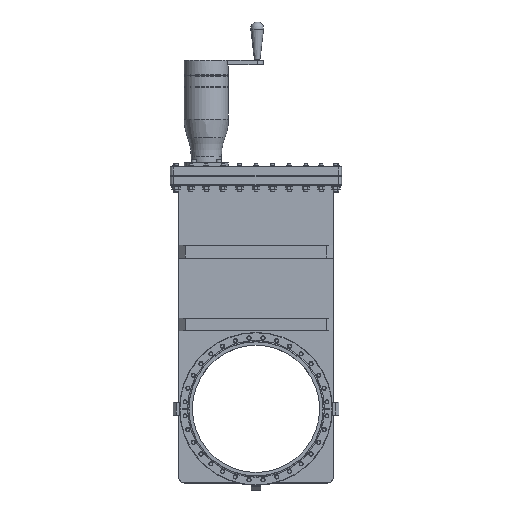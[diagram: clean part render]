
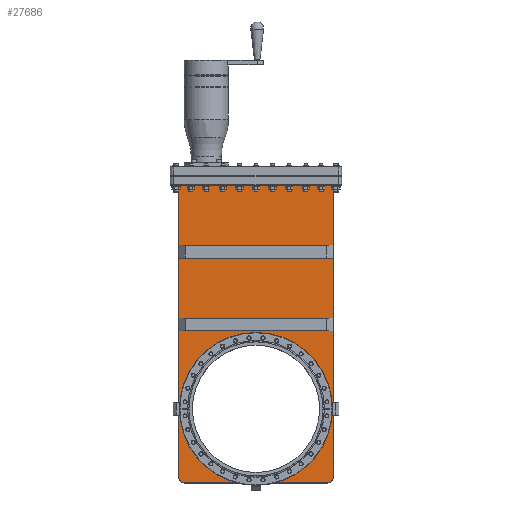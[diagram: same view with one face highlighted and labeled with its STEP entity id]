
A CAD part, top view. The second image highlights one B-rep face of the part: STEP entity #27686.
In plain terms, the highlighted planar face has unit normal (0, 0, 1).
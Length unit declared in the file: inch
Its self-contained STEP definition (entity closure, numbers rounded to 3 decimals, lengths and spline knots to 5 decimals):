
#1470=DIRECTION('',(0.,-1.,0.));
#1471=VECTOR('',#1470,1.);
#1472=CARTESIAN_POINT('',(-6.04,7.12,0.827));
#1473=LINE('',#1472,#1471);
#1474=DIRECTION('',(1.,0.,0.));
#1475=VECTOR('',#1474,12.08);
#1476=CARTESIAN_POINT('',(-6.04,6.12,0.827));
#1477=LINE('',#1476,#1475);
#1478=DIRECTION('',(0.,1.,0.));
#1479=VECTOR('',#1478,1.);
#1480=CARTESIAN_POINT('',(6.04,6.12,0.827));
#1481=LINE('',#1480,#1479);
#1482=DIRECTION('',(-1.,0.,0.));
#1483=VECTOR('',#1482,12.08);
#1484=CARTESIAN_POINT('',(6.04,7.12,0.827));
#1485=LINE('',#1484,#1483);
#1486=DIRECTION('',(0.,-1.,0.));
#1487=VECTOR('',#1486,1.);
#1488=CARTESIAN_POINT('',(-6.04,12.84,0.827));
#1489=LINE('',#1488,#1487);
#1490=DIRECTION('',(1.,0.,0.));
#1491=VECTOR('',#1490,12.08);
#1492=CARTESIAN_POINT('',(-6.04,11.84,0.827));
#1493=LINE('',#1492,#1491);
#1494=DIRECTION('',(0.,1.,0.));
#1495=VECTOR('',#1494,1.);
#1496=CARTESIAN_POINT('',(6.04,11.84,0.827));
#1497=LINE('',#1496,#1495);
#1498=DIRECTION('',(-1.,0.,0.));
#1499=VECTOR('',#1498,12.08);
#1500=CARTESIAN_POINT('',(6.04,12.84,0.827));
#1501=LINE('',#1500,#1499);
#1502=DIRECTION('',(-1.,0.,0.));
#1503=VECTOR('',#1502,4.24822);
#1504=CARTESIAN_POINT('',(5.6095,-5.823,0.827));
#1505=LINE('',#1504,#1503);
#1506=CARTESIAN_POINT('',(0.,0.,0.827));
#1507=DIRECTION('',(0.,0.,-1.));
#1508=DIRECTION('',(0.,1.,0.));
#1509=AXIS2_PLACEMENT_3D('',#1506,#1507,#1508);
#1511=CARTESIAN_POINT('',(0.,0.,0.827));
#1512=DIRECTION('',(0.,0.,1.));
#1513=DIRECTION('',(0.,1.,0.));
#1514=AXIS2_PLACEMENT_3D('',#1511,#1512,#1513);
#1516=DIRECTION('',(-1.,0.,0.));
#1517=VECTOR('',#1516,4.24822);
#1518=CARTESIAN_POINT('',(-1.36128,-5.823,0.827));
#1519=LINE('',#1518,#1517);
#1520=CARTESIAN_POINT('',(-5.6095,-5.375,0.827));
#1521=DIRECTION('',(0.,0.,1.));
#1522=DIRECTION('',(-1.,0.,0.));
#1523=AXIS2_PLACEMENT_3D('',#1520,#1521,#1522);
#1525=DIRECTION('',(0.,-1.,0.));
#1526=VECTOR('',#1525,22.935);
#1527=CARTESIAN_POINT('',(-6.0575,17.56,0.827));
#1528=LINE('',#1527,#1526);
#1529=DIRECTION('',(1.,0.,0.));
#1530=VECTOR('',#1529,12.115);
#1531=CARTESIAN_POINT('',(-6.0575,17.56,0.827));
#1532=LINE('',#1531,#1530);
#1533=DIRECTION('',(0.,1.,0.));
#1534=VECTOR('',#1533,22.935);
#1535=CARTESIAN_POINT('',(6.0575,-5.375,0.827));
#1536=LINE('',#1535,#1534);
#1537=CARTESIAN_POINT('',(5.6095,-5.375,0.827));
#1538=DIRECTION('',(0.,0.,1.));
#1539=DIRECTION('',(0.,-1.,0.));
#1540=AXIS2_PLACEMENT_3D('',#1537,#1538,#1539);
#20825=CARTESIAN_POINT('',(5.6095,-5.823,0.827));
#20826=VERTEX_POINT('',#20825);
#20827=CARTESIAN_POINT('',(6.0575,-5.375,0.827));
#20828=VERTEX_POINT('',#20827);
#20841=CARTESIAN_POINT('',(-6.0575,-5.375,0.827));
#20842=VERTEX_POINT('',#20841);
#20843=CARTESIAN_POINT('',(-5.6095,-5.823,0.827));
#20844=VERTEX_POINT('',#20843);
#20849=CARTESIAN_POINT('',(-6.0575,17.56,0.827));
#20850=CARTESIAN_POINT('',(6.0575,17.56,0.827));
#20851=VERTEX_POINT('',#20849);
#20852=VERTEX_POINT('',#20850);
#20917=CARTESIAN_POINT('',(-6.04,7.12,0.827));
#20918=CARTESIAN_POINT('',(-6.04,6.12,0.827));
#20919=VERTEX_POINT('',#20917);
#20920=VERTEX_POINT('',#20918);
#20921=CARTESIAN_POINT('',(6.04,6.12,0.827));
#20922=VERTEX_POINT('',#20921);
#20923=CARTESIAN_POINT('',(6.04,7.12,0.827));
#20924=VERTEX_POINT('',#20923);
#20925=CARTESIAN_POINT('',(-6.04,12.84,0.827));
#20926=CARTESIAN_POINT('',(-6.04,11.84,0.827));
#20927=VERTEX_POINT('',#20925);
#20928=VERTEX_POINT('',#20926);
#20929=CARTESIAN_POINT('',(6.04,11.84,0.827));
#20930=VERTEX_POINT('',#20929);
#20931=CARTESIAN_POINT('',(6.04,12.84,0.827));
#20932=VERTEX_POINT('',#20931);
#21069=CARTESIAN_POINT('',(1.36128,-5.823,0.827));
#21071=VERTEX_POINT('',#21069);
#21073=CARTESIAN_POINT('',(-1.36128,-5.823,0.827));
#21074=VERTEX_POINT('',#21073);
#21097=CARTESIAN_POINT('',(0.,5.98,0.827));
#21098=VERTEX_POINT('',#21097);
#27644=CARTESIAN_POINT('',(0.,0.,0.827));
#27645=DIRECTION('',(0.,0.,1.));
#27646=DIRECTION('',(1.,0.,0.));
#27647=AXIS2_PLACEMENT_3D('',#27644,#27645,#27646);
#27648=PLANE('',#27647);
#27649=ORIENTED_EDGE('',*,*,#27615,.T.);
#27651=ORIENTED_EDGE('',*,*,#27650,.F.);
#27653=ORIENTED_EDGE('',*,*,#27652,.T.);
#27654=ORIENTED_EDGE('',*,*,#27611,.T.);
#27656=ORIENTED_EDGE('',*,*,#27655,.F.);
#27658=ORIENTED_EDGE('',*,*,#27657,.F.);
#27659=ORIENTED_EDGE('',*,*,#27186,.T.);
#27661=ORIENTED_EDGE('',*,*,#27660,.F.);
#27663=ORIENTED_EDGE('',*,*,#27662,.F.);
#27664=EDGE_LOOP('',(#27649,#27651,#27653,#27654,#27656,#27658,#27659,#27661,
#27663));
#27665=FACE_OUTER_BOUND('',#27664,.F.);
#27667=ORIENTED_EDGE('',*,*,#27666,.T.);
#27669=ORIENTED_EDGE('',*,*,#27668,.T.);
#27671=ORIENTED_EDGE('',*,*,#27670,.T.);
#27673=ORIENTED_EDGE('',*,*,#27672,.T.);
#27674=EDGE_LOOP('',(#27667,#27669,#27671,#27673));
#27675=FACE_BOUND('',#27674,.F.);
#27677=ORIENTED_EDGE('',*,*,#27676,.T.);
#27679=ORIENTED_EDGE('',*,*,#27678,.T.);
#27681=ORIENTED_EDGE('',*,*,#27680,.T.);
#27683=ORIENTED_EDGE('',*,*,#27682,.T.);
#27684=EDGE_LOOP('',(#27677,#27679,#27681,#27683));
#27685=FACE_BOUND('',#27684,.F.);
#1510=CIRCLE('',#1509,5.98);
#1515=CIRCLE('',#1514,5.98);
#1524=CIRCLE('',#1523,0.448);
#1541=CIRCLE('',#1540,0.448);
#27186=EDGE_CURVE('',#20851,#20852,#1532,.T.);
#27611=EDGE_CURVE('',#21074,#20844,#1519,.T.);
#27615=EDGE_CURVE('',#20826,#21071,#1505,.T.);
#27650=EDGE_CURVE('',#21098,#21071,#1510,.T.);
#27652=EDGE_CURVE('',#21098,#21074,#1515,.T.);
#27655=EDGE_CURVE('',#20842,#20844,#1524,.T.);
#27657=EDGE_CURVE('',#20851,#20842,#1528,.T.);
#27660=EDGE_CURVE('',#20828,#20852,#1536,.T.);
#27662=EDGE_CURVE('',#20826,#20828,#1541,.T.);
#27666=EDGE_CURVE('',#20927,#20928,#1489,.T.);
#27668=EDGE_CURVE('',#20928,#20930,#1493,.T.);
#27670=EDGE_CURVE('',#20930,#20932,#1497,.T.);
#27672=EDGE_CURVE('',#20932,#20927,#1501,.T.);
#27676=EDGE_CURVE('',#20919,#20920,#1473,.T.);
#27678=EDGE_CURVE('',#20920,#20922,#1477,.T.);
#27680=EDGE_CURVE('',#20922,#20924,#1481,.T.);
#27682=EDGE_CURVE('',#20924,#20919,#1485,.T.);
#27686=ADVANCED_FACE('',(#27665,#27675,#27685),#27648,.T.);
